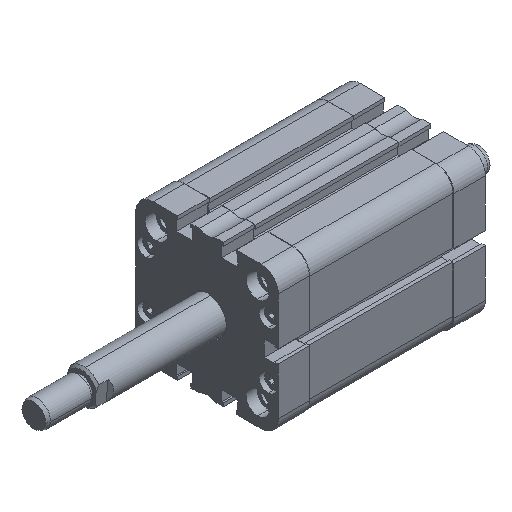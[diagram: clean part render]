
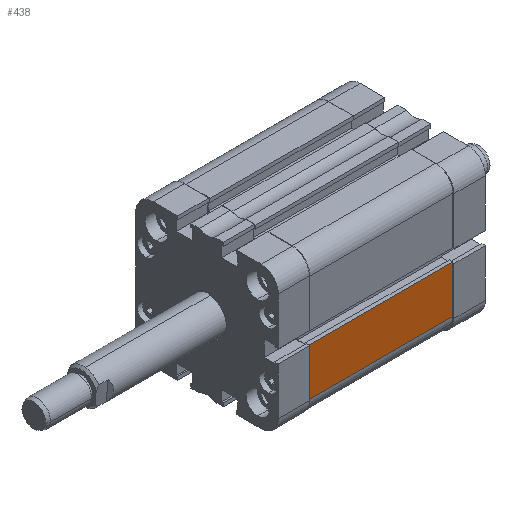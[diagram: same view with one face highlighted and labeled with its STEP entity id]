
A CAD part, isometric view. The second image highlights one B-rep face of the part: STEP entity #438.
In plain terms, the highlighted planar face has unit normal (0, -1, 0).
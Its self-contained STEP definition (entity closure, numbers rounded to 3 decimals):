
#286 = ORIENTED_EDGE ( 'NONE', *, *, #18523, .F. ) ;
#438 = ADVANCED_FACE ( 'NONE', ( #16992 ), #12147, .F. ) ;
#537 = VERTEX_POINT ( 'NONE', #15967 ) ;
#1268 = DIRECTION ( 'NONE',  ( 0., 0., -1. ) ) ;
#2536 = LINE ( 'NONE', #19784, #22099 ) ;
#3436 = VECTOR ( 'NONE', #7523, 1000. ) ;
#3494 = ORIENTED_EDGE ( 'NONE', *, *, #16977, .T. ) ;
#3604 = CARTESIAN_POINT ( 'NONE',  ( 66., -32.5, -32.5 ) ) ;
#4019 = LINE ( 'NONE', #12789, #3436 ) ;
#5095 = LINE ( 'NONE', #6790, #9883 ) ;
#5281 = EDGE_CURVE ( 'NONE', #8246, #18254, #4019, .T. ) ;
#6790 = CARTESIAN_POINT ( 'NONE',  ( 66., -32.5, -24.5 ) ) ;
#6986 = DIRECTION ( 'NONE',  ( 0., 1., 0. ) ) ;
#7523 = DIRECTION ( 'NONE',  ( -1., 0., 0. ) ) ;
#8246 = VERTEX_POINT ( 'NONE', #15287 ) ;
#8561 = AXIS2_PLACEMENT_3D ( 'NONE', #3604, #6986, #10474 ) ;
#9883 = VECTOR ( 'NONE', #18381, 1000. ) ;
#10474 = DIRECTION ( 'NONE',  ( 0., 0., 1. ) ) ;
#11002 = DIRECTION ( 'NONE',  ( 0., 0., -1. ) ) ;
#11943 = CARTESIAN_POINT ( 'NONE',  ( 66., -32.5, -24.5 ) ) ;
#12147 = PLANE ( 'NONE',  #8561 ) ;
#12680 = ORIENTED_EDGE ( 'NONE', *, *, #5281, .T. ) ;
#12789 = CARTESIAN_POINT ( 'NONE',  ( 66.001, -32.5, -2.8 ) ) ;
#13027 = VERTEX_POINT ( 'NONE', #11943 ) ;
#15287 = CARTESIAN_POINT ( 'NONE',  ( 66., -32.5, -2.8 ) ) ;
#15967 = CARTESIAN_POINT ( 'NONE',  ( 0., -32.5, -24.5 ) ) ;
#16023 = ORIENTED_EDGE ( 'NONE', *, *, #19110, .T. ) ;
#16842 = EDGE_LOOP ( 'NONE', ( #12680, #3494, #16023, #286 ) ) ;
#16944 = CARTESIAN_POINT ( 'NONE',  ( 0., -32.5, -2.8 ) ) ;
#16977 = EDGE_CURVE ( 'NONE', #18254, #537, #19573, .T. ) ;
#16992 = FACE_OUTER_BOUND ( 'NONE', #16842, .T. ) ;
#17538 = CARTESIAN_POINT ( 'NONE',  ( 0., -32.5, -32.5 ) ) ;
#18254 = VERTEX_POINT ( 'NONE', #16944 ) ;
#18381 = DIRECTION ( 'NONE',  ( 1., 0., 0. ) ) ;
#18523 = EDGE_CURVE ( 'NONE', #8246, #13027, #2536, .T. ) ;
#19110 = EDGE_CURVE ( 'NONE', #537, #13027, #5095, .T. ) ;
#19199 = VECTOR ( 'NONE', #11002, 1000. ) ;
#19573 = LINE ( 'NONE', #17538, #19199 ) ;
#19784 = CARTESIAN_POINT ( 'NONE',  ( 66., -32.5, -32.5 ) ) ;
#22099 = VECTOR ( 'NONE', #1268, 1000. ) ;
